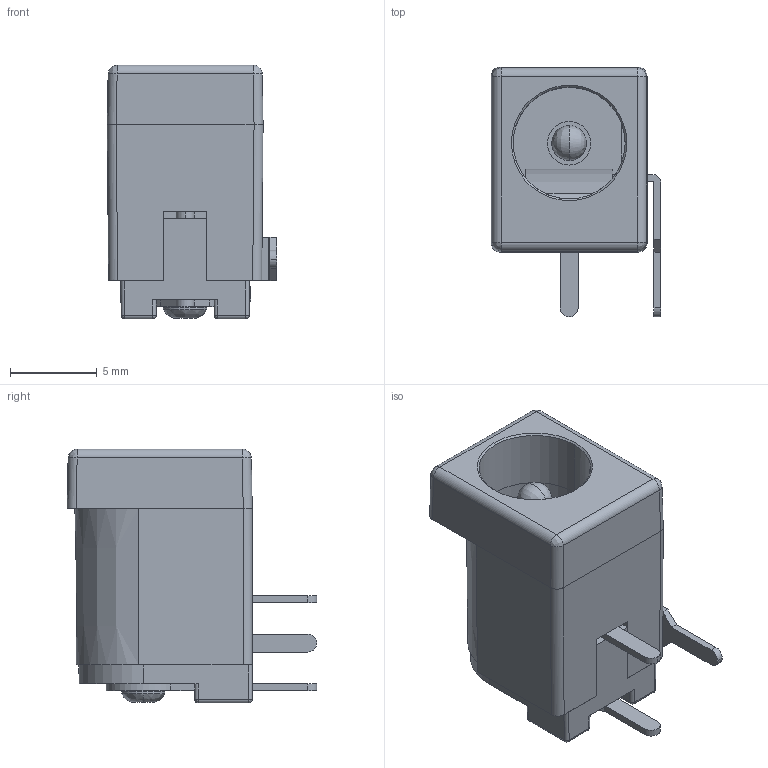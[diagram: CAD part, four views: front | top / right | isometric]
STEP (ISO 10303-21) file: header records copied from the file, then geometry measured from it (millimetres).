
FILE_DESCRIPTION (( 'STEP AP214' ), '1' );
FILE_NAME ('DC Power Jack 5.5mm x 2.1Ymm.STEP', '2023-01-23T06:18:57', ( '' ), ( '' ), 'SwSTEP 2.0', 'SolidWorks 2022', '' );
FILE_SCHEMA (( 'AUTOMOTIVE_DESIGN' ));
Length unit declared in the file: inch
Products named in the file (1): DC Power Jack 5.5mm x 2.1Ymm
Bounding box: 9.77 x 14.38 x 14.62 mm (x, y, z)
Volume: 645.9 mm3; surface area: 1625.2 mm2
Topology: 6 solids, 6 shells, 176 faces, 444 edges, 278 vertices
Faces by surface type: plane 84, cylinder 66, bspline 22, cone 4
Entity records: 7929 total; most frequent: CARTESIAN_POINT 1351, ORIENTED_EDGE 880, DIRECTION 872, EDGE_CURVE 440, AXIS2_PLACEMENT_3D 297, VECTOR 278, VERTEX_POINT 278, LINE 278
